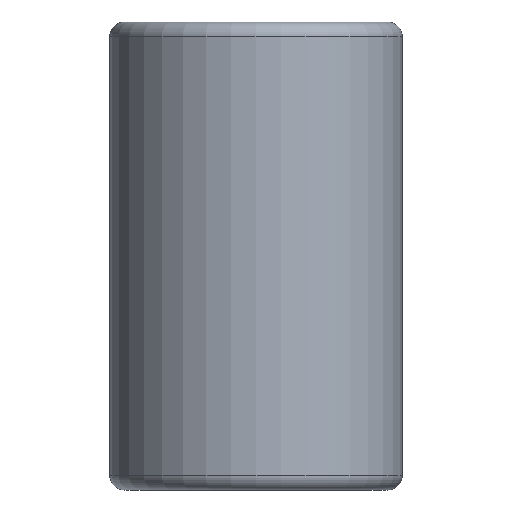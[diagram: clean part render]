
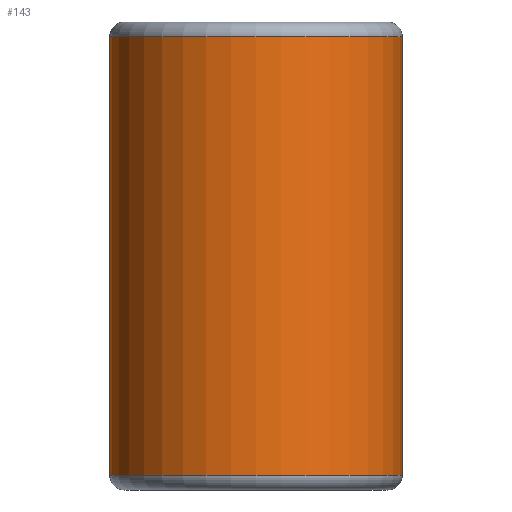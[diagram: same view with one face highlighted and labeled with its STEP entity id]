
A CAD part, front view. The second image highlights one B-rep face of the part: STEP entity #143.
In plain terms, the highlighted cylindrical face has radius 7.5 mm (diameter 15 mm), a partial arc.
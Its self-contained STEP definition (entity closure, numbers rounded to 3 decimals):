
#11 = FACE_OUTER_BOUND ( 'NONE', #412, .T. ) ;
#13 = CARTESIAN_POINT ( 'NONE',  ( -7.5, 0., 23.24 ) ) ;
#34 = LINE ( 'NONE', #378, #204 ) ;
#40 = CIRCLE ( 'NONE', #374, 7.5 ) ;
#62 = ORIENTED_EDGE ( 'NONE', *, *, #285, .T. ) ;
#67 = DIRECTION ( 'NONE',  ( 1., 0., 0. ) ) ;
#68 = ORIENTED_EDGE ( 'NONE', *, *, #69, .T. ) ;
#69 = EDGE_CURVE ( 'NONE', #190, #355, #131, .T. ) ;
#71 = LINE ( 'NONE', #280, #299 ) ;
#88 = CARTESIAN_POINT ( 'NONE',  ( 0., 0., 24. ) ) ;
#89 = EDGE_CURVE ( 'NONE', #295, #355, #34, .T. ) ;
#106 = DIRECTION ( 'NONE',  ( 0., 0., -1. ) ) ;
#108 = CARTESIAN_POINT ( 'NONE',  ( 7.5, 0., 0.76 ) ) ;
#131 = CIRCLE ( 'NONE', #132, 7.5 ) ;
#132 = AXIS2_PLACEMENT_3D ( 'NONE', #163, #159, #67 ) ;
#143 = ADVANCED_FACE ( 'NONE', ( #11 ), #268, .T. ) ;
#151 = DIRECTION ( 'NONE',  ( 0., 0., -1. ) ) ;
#159 = DIRECTION ( 'NONE',  ( 0., 0., 1. ) ) ;
#163 = CARTESIAN_POINT ( 'NONE',  ( 0., 0., 0.76 ) ) ;
#170 = AXIS2_PLACEMENT_3D ( 'NONE', #88, #151, #234 ) ;
#190 = VERTEX_POINT ( 'NONE', #349 ) ;
#191 = DIRECTION ( 'NONE',  ( 0., 0., -1. ) ) ;
#204 = VECTOR ( 'NONE', #191, 1000. ) ;
#216 = ORIENTED_EDGE ( 'NONE', *, *, #227, .T. ) ;
#223 = DIRECTION ( 'NONE',  ( 1., 0., 0. ) ) ;
#225 = DIRECTION ( 'NONE',  ( 0., 0., -1. ) ) ;
#227 = EDGE_CURVE ( 'NONE', #383, #190, #71, .T. ) ;
#228 = CARTESIAN_POINT ( 'NONE',  ( 0., 0., 23.24 ) ) ;
#234 = DIRECTION ( 'NONE',  ( -1., 0., 0. ) ) ;
#249 = CARTESIAN_POINT ( 'NONE',  ( 7.5, 0., 23.24 ) ) ;
#268 = CYLINDRICAL_SURFACE ( 'NONE', #170, 7.5 ) ;
#280 = CARTESIAN_POINT ( 'NONE',  ( -7.5, 0., 24. ) ) ;
#285 = EDGE_CURVE ( 'NONE', #295, #383, #40, .T. ) ;
#295 = VERTEX_POINT ( 'NONE', #249 ) ;
#299 = VECTOR ( 'NONE', #106, 1000. ) ;
#300 = ORIENTED_EDGE ( 'NONE', *, *, #89, .F. ) ;
#349 = CARTESIAN_POINT ( 'NONE',  ( -7.5, 0., 0.76 ) ) ;
#355 = VERTEX_POINT ( 'NONE', #108 ) ;
#374 = AXIS2_PLACEMENT_3D ( 'NONE', #228, #225, #223 ) ;
#378 = CARTESIAN_POINT ( 'NONE',  ( 7.5, 0., 24. ) ) ;
#383 = VERTEX_POINT ( 'NONE', #13 ) ;
#412 = EDGE_LOOP ( 'NONE', ( #300, #62, #216, #68 ) ) ;
